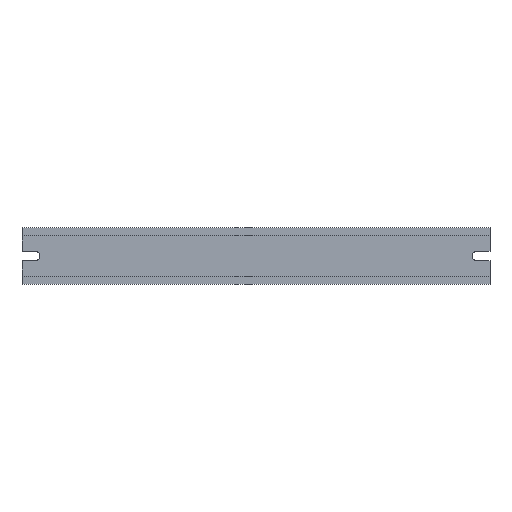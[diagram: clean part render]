
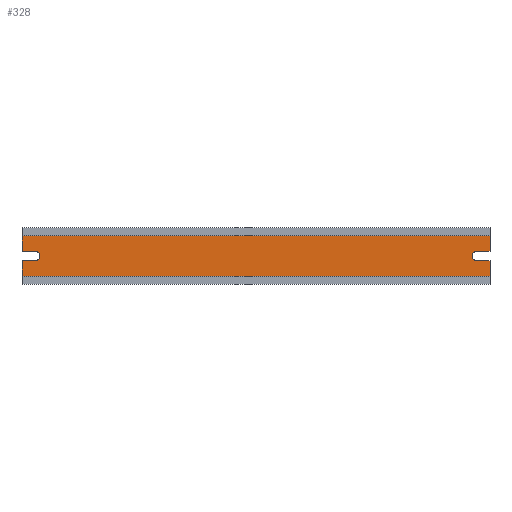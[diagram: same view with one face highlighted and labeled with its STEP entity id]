
A CAD part, top view. The second image highlights one B-rep face of the part: STEP entity #328.
In plain terms, the highlighted planar face has unit normal (0, 0, 1).
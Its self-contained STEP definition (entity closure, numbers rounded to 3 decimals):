
#8 = CARTESIAN_POINT ( 'NONE',  ( -145.5, 3., 1. ) ) ;
#14 = VECTOR ( 'NONE', #710, 1000. ) ;
#17 = CARTESIAN_POINT ( 'NONE',  ( -134.5, 0., 1. ) ) ;
#22 = VERTEX_POINT ( 'NONE', #218 ) ;
#24 = CARTESIAN_POINT ( 'NONE',  ( -137.5, 3., 1. ) ) ;
#27 = EDGE_CURVE ( 'NONE', #705, #276, #95, .T. ) ;
#66 = PLANE ( 'NONE',  #511 ) ;
#75 = VECTOR ( 'NONE', #340, 1000. ) ;
#76 = LINE ( 'NONE', #374, #252 ) ;
#78 = DIRECTION ( 'NONE',  ( 1., 0., 0. ) ) ;
#84 = DIRECTION ( 'NONE',  ( 0., 1., 0. ) ) ;
#95 = LINE ( 'NONE', #24, #172 ) ;
#106 = EDGE_CURVE ( 'NONE', #520, #402, #342, .T. ) ;
#108 = LINE ( 'NONE', #217, #14 ) ;
#112 = CARTESIAN_POINT ( 'NONE',  ( 145.5, -12.5, 1. ) ) ;
#125 = ORIENTED_EDGE ( 'NONE', *, *, #712, .F. ) ;
#127 = DIRECTION ( 'NONE',  ( 0., 0., 1. ) ) ;
#132 = ORIENTED_EDGE ( 'NONE', *, *, #27, .F. ) ;
#133 = CARTESIAN_POINT ( 'NONE',  ( 145.5, -12.5, 1. ) ) ;
#141 = ORIENTED_EDGE ( 'NONE', *, *, #641, .T. ) ;
#154 = VERTEX_POINT ( 'NONE', #112 ) ;
#172 = VECTOR ( 'NONE', #380, 1000. ) ;
#173 = AXIS2_PLACEMENT_3D ( 'NONE', #430, #605, #78 ) ;
#176 = EDGE_CURVE ( 'NONE', #22, #296, #700, .T. ) ;
#180 = DIRECTION ( 'NONE',  ( -1., 0., 0. ) ) ;
#182 = DIRECTION ( 'NONE',  ( -1., 0., 0. ) ) ;
#190 = CARTESIAN_POINT ( 'NONE',  ( -137.5, 3., 1. ) ) ;
#193 = DIRECTION ( 'NONE',  ( -1., 0., 0. ) ) ;
#213 = CIRCLE ( 'NONE', #173, 3. ) ;
#217 = CARTESIAN_POINT ( 'NONE',  ( 145.5, -13.5, 1. ) ) ;
#218 = CARTESIAN_POINT ( 'NONE',  ( 145.5, 12.5, 1. ) ) ;
#219 = ORIENTED_EDGE ( 'NONE', *, *, #417, .F. ) ;
#222 = DIRECTION ( 'NONE',  ( 0., 0., 1. ) ) ;
#227 = EDGE_CURVE ( 'NONE', #365, #745, #496, .T. ) ;
#236 = ORIENTED_EDGE ( 'NONE', *, *, #227, .F. ) ;
#247 = CARTESIAN_POINT ( 'NONE',  ( -145.5, -12.5, 1. ) ) ;
#252 = VECTOR ( 'NONE', #84, 1000. ) ;
#254 = DIRECTION ( 'NONE',  ( 0., 1., 0. ) ) ;
#256 = ORIENTED_EDGE ( 'NONE', *, *, #282, .F. ) ;
#271 = LINE ( 'NONE', #680, #75 ) ;
#276 = VERTEX_POINT ( 'NONE', #8 ) ;
#282 = EDGE_CURVE ( 'NONE', #315, #705, #411, .T. ) ;
#287 = VECTOR ( 'NONE', #736, 1000. ) ;
#290 = VERTEX_POINT ( 'NONE', #247 ) ;
#296 = VERTEX_POINT ( 'NONE', #418 ) ;
#309 = CIRCLE ( 'NONE', #701, 3. ) ;
#315 = VERTEX_POINT ( 'NONE', #17 ) ;
#316 = LINE ( 'NONE', #607, #421 ) ;
#318 = EDGE_CURVE ( 'NONE', #402, #315, #213, .T. ) ;
#322 = AXIS2_PLACEMENT_3D ( 'NONE', #477, #361, #364 ) ;
#325 = CARTESIAN_POINT ( 'NONE',  ( 145.5, -3., 1. ) ) ;
#327 = ORIENTED_EDGE ( 'NONE', *, *, #644, .F. ) ;
#328 = ADVANCED_FACE ( 'NONE', ( #595 ), #66, .T. ) ;
#340 = DIRECTION ( 'NONE',  ( 0., 1., 0. ) ) ;
#342 = LINE ( 'NONE', #467, #615 ) ;
#344 = CARTESIAN_POINT ( 'NONE',  ( 137.5, 0., 1. ) ) ;
#346 = ORIENTED_EDGE ( 'NONE', *, *, #489, .F. ) ;
#361 = DIRECTION ( 'NONE',  ( 0., 0., 1. ) ) ;
#363 = CARTESIAN_POINT ( 'NONE',  ( -145.5, -3., 1. ) ) ;
#364 = DIRECTION ( 'NONE',  ( 1., 0., 0. ) ) ;
#365 = VERTEX_POINT ( 'NONE', #451 ) ;
#374 = CARTESIAN_POINT ( 'NONE',  ( -145.5, -13.5, 1. ) ) ;
#380 = DIRECTION ( 'NONE',  ( -1., 0., 0. ) ) ;
#393 = VERTEX_POINT ( 'NONE', #325 ) ;
#397 = VECTOR ( 'NONE', #578, 1000. ) ;
#402 = VERTEX_POINT ( 'NONE', #624 ) ;
#411 = CIRCLE ( 'NONE', #322, 3. ) ;
#417 = EDGE_CURVE ( 'NONE', #650, #393, #555, .T. ) ;
#418 = CARTESIAN_POINT ( 'NONE',  ( -145.5, 12.5, 1. ) ) ;
#421 = VECTOR ( 'NONE', #254, 1000. ) ;
#427 = ORIENTED_EDGE ( 'NONE', *, *, #767, .F. ) ;
#429 = LINE ( 'NONE', #133, #524 ) ;
#430 = CARTESIAN_POINT ( 'NONE',  ( -137.5, 0., 1. ) ) ;
#451 = CARTESIAN_POINT ( 'NONE',  ( 145.5, 3., 1. ) ) ;
#452 = ORIENTED_EDGE ( 'NONE', *, *, #562, .T. ) ;
#462 = VECTOR ( 'NONE', #182, 1000. ) ;
#467 = CARTESIAN_POINT ( 'NONE',  ( -145.5, -3., 1. ) ) ;
#477 = CARTESIAN_POINT ( 'NONE',  ( -137.5, 0., 1. ) ) ;
#489 = EDGE_CURVE ( 'NONE', #745, #650, #309, .T. ) ;
#492 = CARTESIAN_POINT ( 'NONE',  ( 137.5, 3., 1. ) ) ;
#496 = LINE ( 'NONE', #492, #462 ) ;
#505 = ORIENTED_EDGE ( 'NONE', *, *, #176, .T. ) ;
#511 = AXIS2_PLACEMENT_3D ( 'NONE', #654, #127, #598 ) ;
#516 = ORIENTED_EDGE ( 'NONE', *, *, #318, .F. ) ;
#520 = VERTEX_POINT ( 'NONE', #363 ) ;
#524 = VECTOR ( 'NONE', #193, 1000. ) ;
#544 = CARTESIAN_POINT ( 'NONE',  ( 137.5, 3., 1. ) ) ;
#555 = LINE ( 'NONE', #743, #287 ) ;
#562 = EDGE_CURVE ( 'NONE', #154, #393, #108, .T. ) ;
#578 = DIRECTION ( 'NONE',  ( -1., 0., 0. ) ) ;
#595 = FACE_OUTER_BOUND ( 'NONE', #640, .T. ) ;
#598 = DIRECTION ( 'NONE',  ( 0., -1., 0. ) ) ;
#605 = DIRECTION ( 'NONE',  ( 0., 0., 1. ) ) ;
#607 = CARTESIAN_POINT ( 'NONE',  ( 145.5, -13.5, 1. ) ) ;
#613 = ORIENTED_EDGE ( 'NONE', *, *, #106, .F. ) ;
#614 = CARTESIAN_POINT ( 'NONE',  ( 137.5, -3., 1. ) ) ;
#615 = VECTOR ( 'NONE', #766, 1000. ) ;
#624 = CARTESIAN_POINT ( 'NONE',  ( -137.5, -3., 1. ) ) ;
#640 = EDGE_LOOP ( 'NONE', ( #219, #346, #236, #141, #505, #125, #132, #256, #516, #613, #427, #327, #452 ) ) ;
#641 = EDGE_CURVE ( 'NONE', #365, #22, #316, .T. ) ;
#644 = EDGE_CURVE ( 'NONE', #154, #290, #429, .T. ) ;
#650 = VERTEX_POINT ( 'NONE', #614 ) ;
#654 = CARTESIAN_POINT ( 'NONE',  ( 145.5, -13.5, 1. ) ) ;
#680 = CARTESIAN_POINT ( 'NONE',  ( -145.5, -13.5, 1. ) ) ;
#700 = LINE ( 'NONE', #753, #397 ) ;
#701 = AXIS2_PLACEMENT_3D ( 'NONE', #344, #222, #180 ) ;
#705 = VERTEX_POINT ( 'NONE', #190 ) ;
#710 = DIRECTION ( 'NONE',  ( 0., 1., 0. ) ) ;
#712 = EDGE_CURVE ( 'NONE', #276, #296, #76, .T. ) ;
#736 = DIRECTION ( 'NONE',  ( 1., 0., 0. ) ) ;
#743 = CARTESIAN_POINT ( 'NONE',  ( 145.5, -3., 1. ) ) ;
#745 = VERTEX_POINT ( 'NONE', #544 ) ;
#753 = CARTESIAN_POINT ( 'NONE',  ( 145.5, 12.5, 1. ) ) ;
#766 = DIRECTION ( 'NONE',  ( 1., 0., 0. ) ) ;
#767 = EDGE_CURVE ( 'NONE', #290, #520, #271, .T. ) ;
